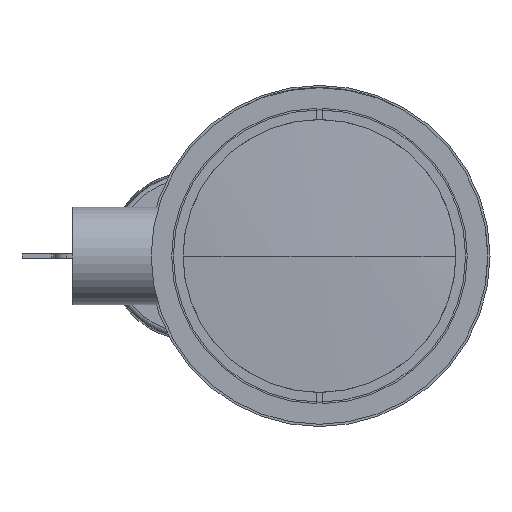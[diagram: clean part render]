
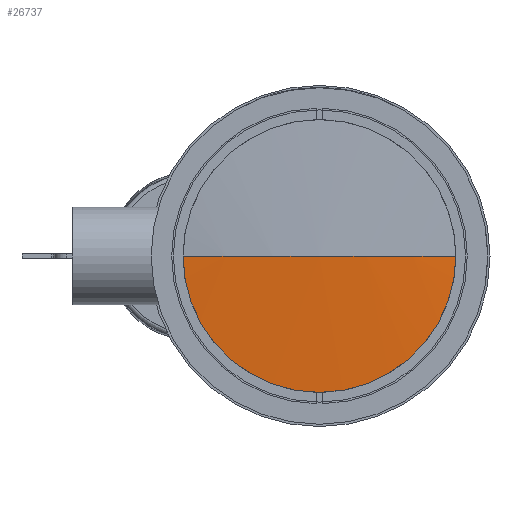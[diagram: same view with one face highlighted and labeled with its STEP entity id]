
A CAD part, left-side view. The second image highlights one B-rep face of the part: STEP entity #26737.
In plain terms, the highlighted spherical face has radius 327.942 mm.
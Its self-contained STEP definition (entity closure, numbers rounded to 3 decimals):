
#8882 = DIRECTION ( 'NONE',  ( -1., 0., 0. ) ) ;
#9856 = DIRECTION ( 'NONE',  ( 0., 1., 0. ) ) ;
#11698 = DIRECTION ( 'NONE',  ( 0., 0., 1. ) ) ;
#14692 = EDGE_CURVE ( 'NONE', #104737, #105896, #26865, .T. ) ;
#26737 = ADVANCED_FACE ( 'NONE', ( #189479 ), #127146, .T. ) ;
#26865 = CIRCLE ( 'NONE', #69812, 327.942 ) ;
#27805 = AXIS2_PLACEMENT_3D ( 'NONE', #67493, #8882, #11698 ) ;
#29427 = ORIENTED_EDGE ( 'NONE', *, *, #112999, .T. ) ;
#30485 = CARTESIAN_POINT ( 'NONE',  ( 0., 0., 0. ) ) ;
#34987 = ORIENTED_EDGE ( 'NONE', *, *, #14692, .T. ) ;
#36609 = EDGE_CURVE ( 'NONE', #78573, #136288, #151732, .T. ) ;
#40603 = DIRECTION ( 'NONE',  ( 0., 0., -1. ) ) ;
#42871 = DIRECTION ( 'NONE',  ( 0., 0., 1. ) ) ;
#43548 = DIRECTION ( 'NONE',  ( 0., 0., -1. ) ) ;
#50667 = EDGE_CURVE ( 'NONE', #78573, #105896, #106036, .T. ) ;
#51713 = DIRECTION ( 'NONE',  ( -1., 0., 0. ) ) ;
#54157 = DIRECTION ( 'NONE',  ( 0., 1., 0. ) ) ;
#56582 = AXIS2_PLACEMENT_3D ( 'NONE', #157292, #51713, #142904 ) ;
#60917 = EDGE_LOOP ( 'NONE', ( #86933, #29427, #34987, #174868 ) ) ;
#67493 = CARTESIAN_POINT ( 'NONE',  ( 1.448, 0., 0. ) ) ;
#69812 = AXIS2_PLACEMENT_3D ( 'NONE', #141462, #40603, #9856 ) ;
#78573 = VERTEX_POINT ( 'NONE', #109340 ) ;
#86933 = ORIENTED_EDGE ( 'NONE', *, *, #36609, .T. ) ;
#104737 = VERTEX_POINT ( 'NONE', #134372 ) ;
#105896 = VERTEX_POINT ( 'NONE', #30485 ) ;
#106036 = CIRCLE ( 'NONE', #173496, 327.942 ) ;
#109340 = CARTESIAN_POINT ( 'NONE',  ( 1.448, 30.788, 0. ) ) ;
#110620 = CIRCLE ( 'NONE', #27805, 30.788 ) ;
#111381 = CARTESIAN_POINT ( 'NONE',  ( 1.448, 0., -30.788 ) ) ;
#112999 = EDGE_CURVE ( 'NONE', #136288, #104737, #110620, .T. ) ;
#127146 = SPHERICAL_SURFACE ( 'NONE', #148495, 327.942 ) ;
#134372 = CARTESIAN_POINT ( 'NONE',  ( 1.448, -30.788, 0. ) ) ;
#136288 = VERTEX_POINT ( 'NONE', #111381 ) ;
#141462 = CARTESIAN_POINT ( 'NONE',  ( 327.942, 0., 0. ) ) ;
#142904 = DIRECTION ( 'NONE',  ( 0., 0., 1. ) ) ;
#146554 = DIRECTION ( 'NONE',  ( 1., 0., 0. ) ) ;
#148495 = AXIS2_PLACEMENT_3D ( 'NONE', #185709, #43548, #54157 ) ;
#151732 = CIRCLE ( 'NONE', #56582, 30.788 ) ;
#157292 = CARTESIAN_POINT ( 'NONE',  ( 1.448, 0., 0. ) ) ;
#173496 = AXIS2_PLACEMENT_3D ( 'NONE', #174430, #42871, #146554 ) ;
#174430 = CARTESIAN_POINT ( 'NONE',  ( 327.942, 0., 0. ) ) ;
#174868 = ORIENTED_EDGE ( 'NONE', *, *, #50667, .F. ) ;
#185709 = CARTESIAN_POINT ( 'NONE',  ( 327.942, 0., 0. ) ) ;
#189479 = FACE_OUTER_BOUND ( 'NONE', #60917, .T. ) ;
